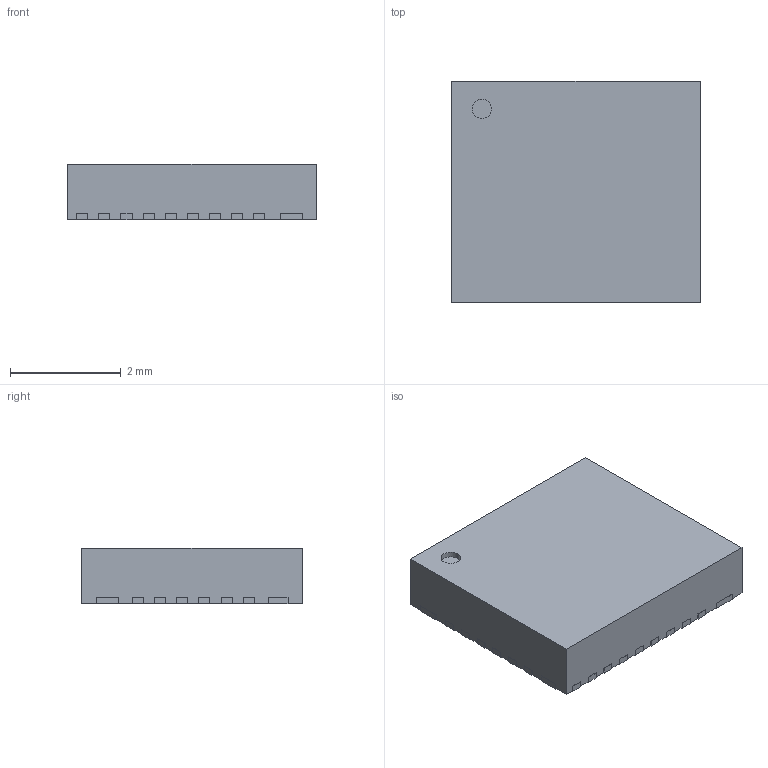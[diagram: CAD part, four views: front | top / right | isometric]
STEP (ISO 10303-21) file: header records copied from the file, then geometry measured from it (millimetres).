
FILE_DESCRIPTION(('CATIA V5 STEP Exchange','CAx-IF Rec.Pracs.--- Model Styling and Organization---1.4--- 2014-01-23','CAx-IF Rec.Pracs.---3D Tessellated Data Validation Properties---0.5---2014-09-14'),'2;1');
FILE_NAME('tas2110.stp','2025-09-19T01:11:00+00:00',('none'),('none'),'CATIA Version 5-6 Release 2018 SP6 HF31','CATIA V5 STEP AP242','none');
FILE_SCHEMA(('AP242_MANAGED_MODEL_BASED_3D_ENGINEERING_MIM_LF {1 0 10303 442 1 1 4}'));
Length unit declared in the file: millimetre
Products named in the file (1): tas2110
Bounding box: 4.5 x 4 x 1.01 mm (x, y, z)
Volume: 18 mm3; surface area: 53.6 mm2
Topology: 1 solids, 1 shells, 224 faces, 672 edges, 451 vertices
Faces by surface type: plane 201, cylinder 23
Entity records: 6882 total; most frequent: ORIENTED_EDGE 1344, CARTESIAN_POINT 1232, DIRECTION 888, EDGE_CURVE 672, VECTOR 617, LINE 617, VERTEX_POINT 451, EDGE_LOOP 225
